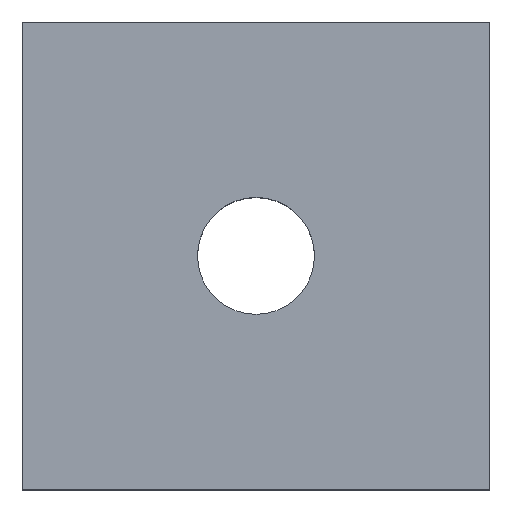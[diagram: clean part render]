
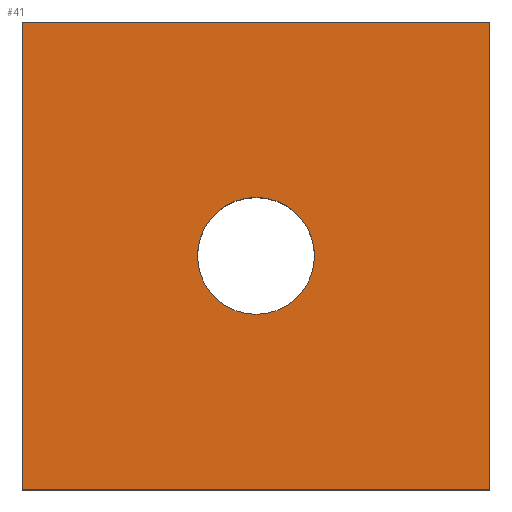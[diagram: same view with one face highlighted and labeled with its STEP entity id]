
A CAD part, top view. The second image highlights one B-rep face of the part: STEP entity #41.
In plain terms, the highlighted planar face has unit normal (0, 0, 1).
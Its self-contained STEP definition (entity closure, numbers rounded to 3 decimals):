
#1 = PLANE ( 'NONE',  #22 ) ;
#2 = EDGE_CURVE ( 'NONE', #299, #199, #7, .T. ) ;
#7 = LINE ( 'NONE', #164, #304 ) ;
#14 = CARTESIAN_POINT ( 'NONE',  ( 10., -10., 6. ) ) ;
#22 = AXIS2_PLACEMENT_3D ( 'NONE', #74, #300, #296 ) ;
#25 = CARTESIAN_POINT ( 'NONE',  ( -10., -10., 6. ) ) ;
#29 = CARTESIAN_POINT ( 'NONE',  ( -10., -10., 6. ) ) ;
#32 = DIRECTION ( 'NONE',  ( 1., 0., 0. ) ) ;
#35 = EDGE_CURVE ( 'NONE', #199, #38, #234, .T. ) ;
#38 = VERTEX_POINT ( 'NONE', #94 ) ;
#39 = AXIS2_PLACEMENT_3D ( 'NONE', #239, #233, #232 ) ;
#41 = ADVANCED_FACE ( 'NONE', ( #261, #212 ), #1, .F. ) ;
#53 = CIRCLE ( 'NONE', #159, 2.5 ) ;
#59 = EDGE_CURVE ( 'NONE', #153, #155, #241, .T. ) ;
#71 = ORIENTED_EDGE ( 'NONE', *, *, #140, .F. ) ;
#74 = CARTESIAN_POINT ( 'NONE',  ( -10., -10., 6. ) ) ;
#94 = CARTESIAN_POINT ( 'NONE',  ( -10., 10., 6. ) ) ;
#96 = ORIENTED_EDGE ( 'NONE', *, *, #2, .T. ) ;
#99 = DIRECTION ( 'NONE',  ( -1., 0., 0. ) ) ;
#104 = CARTESIAN_POINT ( 'NONE',  ( -10., 10., 6. ) ) ;
#105 = CARTESIAN_POINT ( 'NONE',  ( 10., 10., 6. ) ) ;
#116 = CARTESIAN_POINT ( 'NONE',  ( -2.5, 0., 6. ) ) ;
#123 = EDGE_CURVE ( 'NONE', #38, #285, #182, .T. ) ;
#128 = DIRECTION ( 'NONE',  ( 1., 0., 0. ) ) ;
#131 = DIRECTION ( 'NONE',  ( 0., 0., 1. ) ) ;
#133 = CARTESIAN_POINT ( 'NONE',  ( 0., 0., 6. ) ) ;
#135 = LINE ( 'NONE', #29, #219 ) ;
#140 = EDGE_CURVE ( 'NONE', #155, #153, #53, .T. ) ;
#149 = EDGE_LOOP ( 'NONE', ( #222, #185, #96, #244 ) ) ;
#152 = VECTOR ( 'NONE', #257, 1000. ) ;
#153 = VERTEX_POINT ( 'NONE', #154 ) ;
#154 = CARTESIAN_POINT ( 'NONE',  ( 2.5, 0., 6. ) ) ;
#155 = VERTEX_POINT ( 'NONE', #116 ) ;
#159 = AXIS2_PLACEMENT_3D ( 'NONE', #133, #131, #128 ) ;
#164 = CARTESIAN_POINT ( 'NONE',  ( 10., -10., 6. ) ) ;
#173 = CARTESIAN_POINT ( 'NONE',  ( -10., -10., 6. ) ) ;
#175 = DIRECTION ( 'NONE',  ( 0., 1., 0. ) ) ;
#182 = LINE ( 'NONE', #173, #152 ) ;
#185 = ORIENTED_EDGE ( 'NONE', *, *, #286, .T. ) ;
#199 = VERTEX_POINT ( 'NONE', #105 ) ;
#212 = FACE_OUTER_BOUND ( 'NONE', #149, .T. ) ;
#219 = VECTOR ( 'NONE', #32, 1000. ) ;
#222 = ORIENTED_EDGE ( 'NONE', *, *, #123, .T. ) ;
#229 = VECTOR ( 'NONE', #99, 1000. ) ;
#232 = DIRECTION ( 'NONE',  ( 1., 0., 0. ) ) ;
#233 = DIRECTION ( 'NONE',  ( 0., 0., 1. ) ) ;
#234 = LINE ( 'NONE', #104, #229 ) ;
#239 = CARTESIAN_POINT ( 'NONE',  ( 0., 0., 6. ) ) ;
#241 = CIRCLE ( 'NONE', #39, 2.5 ) ;
#242 = ORIENTED_EDGE ( 'NONE', *, *, #59, .F. ) ;
#244 = ORIENTED_EDGE ( 'NONE', *, *, #35, .T. ) ;
#255 = EDGE_LOOP ( 'NONE', ( #242, #71 ) ) ;
#257 = DIRECTION ( 'NONE',  ( 0., -1., 0. ) ) ;
#261 = FACE_BOUND ( 'NONE', #255, .T. ) ;
#285 = VERTEX_POINT ( 'NONE', #25 ) ;
#286 = EDGE_CURVE ( 'NONE', #285, #299, #135, .T. ) ;
#296 = DIRECTION ( 'NONE',  ( -1., 0., 0. ) ) ;
#299 = VERTEX_POINT ( 'NONE', #14 ) ;
#300 = DIRECTION ( 'NONE',  ( 0., 0., -1. ) ) ;
#304 = VECTOR ( 'NONE', #175, 1000. ) ;
